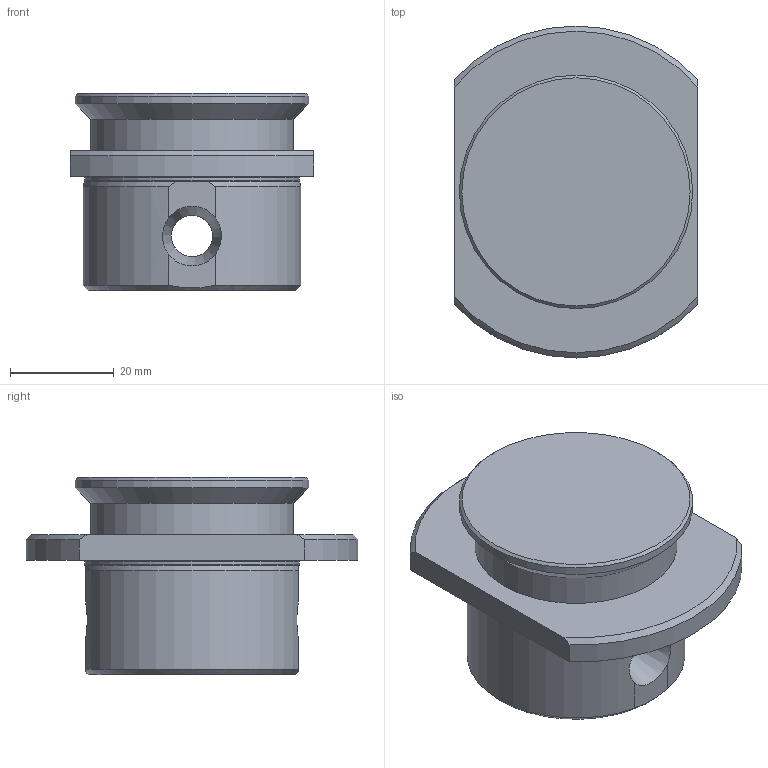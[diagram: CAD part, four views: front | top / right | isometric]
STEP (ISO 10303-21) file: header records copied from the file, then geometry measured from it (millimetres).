
FILE_DESCRIPTION(/* description */ (''),/* implementation_level */ '2;1');
FILE_NAME(/* name */ 'W9990311_A__specification_W9990311__stp.stp',/* time_stamp */ '2010-04-26T10:18:18+02:00',/* author */ (''),/* organization */ (''),/* preprocessor_version */ 'ST-DEVELOPER v11',/* originating_system */ 'UGS - NX 5.0',/* authorisation */ '');
FILE_SCHEMA (('AUTOMOTIVE_DESIGN { 1 0 10303 214 0 1 1 1 }'));
Length unit declared in the file: millimetre
Products named in the file (1): maie6685h5gd
Bounding box: 47 x 64 x 38 mm (x, y, z)
Volume: 55787.7 mm3; surface area: 12034 mm2
Topology: 1 solids, 1 shells, 31 faces, 80 edges, 51 vertices
Faces by surface type: plane 12, cone 9, cylinder 8, torus 2
Full cylindrical faces by diameter (mm): 8 x1, 39 x1, 41.4 x1, 45 x1
Entity records: 890 total; most frequent: CARTESIAN_POINT 200, DIRECTION 140, ORIENTED_EDGE 122, EDGE_CURVE 61, AXIS2_PLACEMENT_3D 61, EDGE_LOOP 46, VERTEX_POINT 45, ADVANCED_FACE 31
